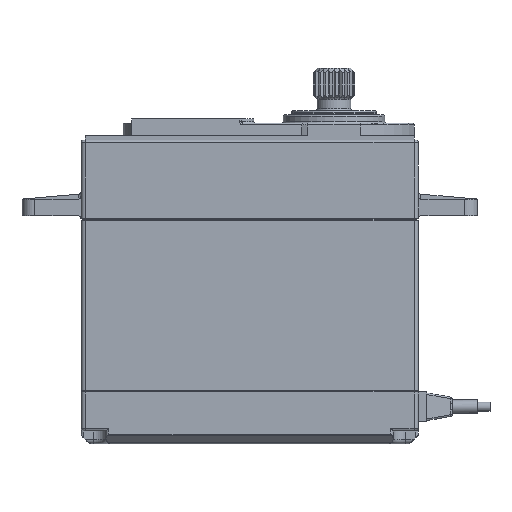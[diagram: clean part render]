
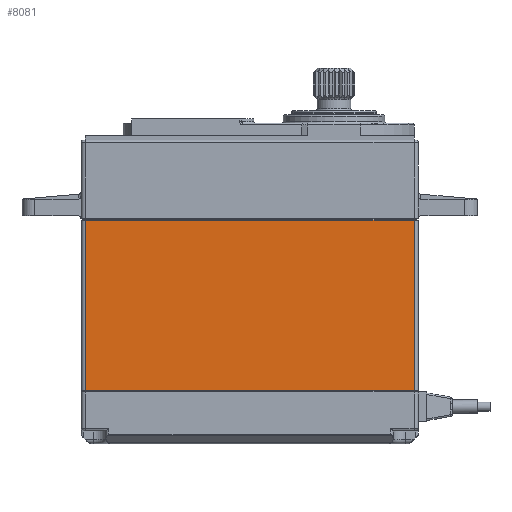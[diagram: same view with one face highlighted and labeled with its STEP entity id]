
A CAD part, front view. The second image highlights one B-rep face of the part: STEP entity #8081.
In plain terms, the highlighted planar face has unit normal (0, -1, 0).
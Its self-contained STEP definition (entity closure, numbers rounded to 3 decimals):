
#113=PLANE('',#8641);
#567=FACE_OUTER_BOUND('',#997,.T.);
#997=EDGE_LOOP('',(#5397,#5398,#5399,#5400));
#1864=LINE('',#13999,#2447);
#1867=LINE('',#14011,#2450);
#1868=LINE('',#14013,#2451);
#1869=LINE('',#14014,#2452);
#2447=VECTOR('',#9641,1000.);
#2450=VECTOR('',#9652,1000.);
#2451=VECTOR('',#9655,1000.);
#2452=VECTOR('',#9656,1000.);
#3241=VERTEX_POINT('',#13996);
#3242=VERTEX_POINT('',#13998);
#3244=VERTEX_POINT('',#14004);
#3247=VERTEX_POINT('',#14009);
#4107=EDGE_CURVE('',#3242,#3241,#1864,.T.);
#4113=EDGE_CURVE('',#3244,#3247,#1867,.T.);
#4114=EDGE_CURVE('',#3241,#3244,#1868,.T.);
#4115=EDGE_CURVE('',#3242,#3247,#1869,.T.);
#5397=ORIENTED_EDGE('',*,*,#4107,.T.);
#5398=ORIENTED_EDGE('',*,*,#4114,.T.);
#5399=ORIENTED_EDGE('',*,*,#4113,.T.);
#5400=ORIENTED_EDGE('',*,*,#4115,.F.);
#8081=ADVANCED_FACE('',(#567),#113,.F.);
#8641=AXIS2_PLACEMENT_3D('',#14012,#9653,#9654);
#9641=DIRECTION('',(0.,0.,-1.));
#9652=DIRECTION('',(0.,0.,1.));
#9653=DIRECTION('center_axis',(0.,1.,0.));
#9654=DIRECTION('ref_axis',(0.,0.,1.));
#9655=DIRECTION('',(1.,0.,0.));
#9656=DIRECTION('',(1.,0.,0.));
#13996=CARTESIAN_POINT('',(-19.5,-10.,6.324));
#13998=CARTESIAN_POINT('',(-19.5,-10.,26.5));
#13999=CARTESIAN_POINT('',(-19.5,-10.,36.));
#14004=CARTESIAN_POINT('',(19.5,-10.,6.324));
#14009=CARTESIAN_POINT('',(19.5,-10.,26.5));
#14011=CARTESIAN_POINT('',(19.5,-10.,36.));
#14012=CARTESIAN_POINT('Origin',(-20.,-10.,36.));
#14013=CARTESIAN_POINT('',(-19.5,-10.,6.324));
#14014=CARTESIAN_POINT('',(-19.5,-10.,26.5));
